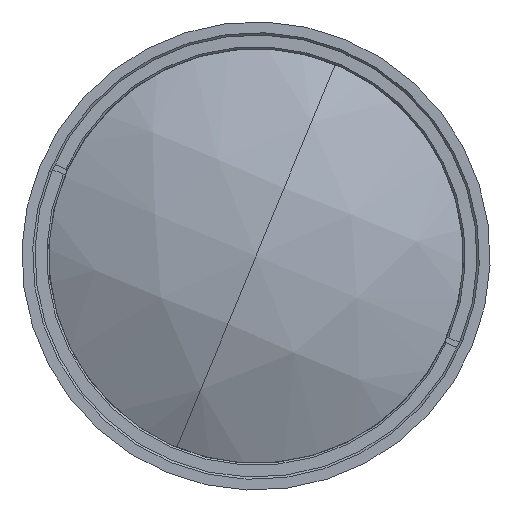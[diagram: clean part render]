
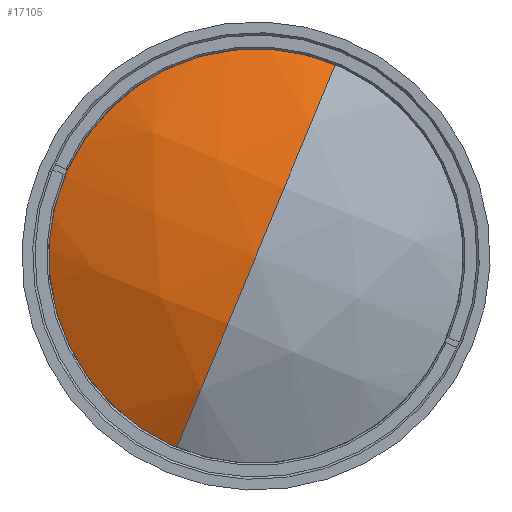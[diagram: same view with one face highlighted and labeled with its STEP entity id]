
A CAD part, left-side view. The second image highlights one B-rep face of the part: STEP entity #17105.
In plain terms, the highlighted free-form (B-spline) face has degree [3, 3] with [4, 4] control points.
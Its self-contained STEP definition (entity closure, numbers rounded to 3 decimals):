
#306 = CARTESIAN_POINT ( 'NONE',  ( -267.405, 68.259, -34.147 ) ) ;
#399 = DIRECTION ( 'NONE',  ( 0., -0.924, -0.382 ) ) ;
#769 = DIRECTION ( 'NONE',  ( 0., 0.924, 0.382 ) ) ;
#1078 = CARTESIAN_POINT ( 'NONE',  ( -280.688, -21.765, 52.681 ) ) ;
#1537 = CIRCLE ( 'NONE', #13720, 57. ) ;
#1703 = CARTESIAN_POINT ( 'NONE',  ( -280.342, -22.004, 53.258 ) ) ;
#1796 =( BOUNDED_SURFACE ( )  B_SPLINE_SURFACE ( 3, 3, ( 
 ( #18637, #6898, #6569, #306 ),
 ( #19910, #9948, #13567, #19800 ),
 ( #20127, #11913, #2046, #3771 ),
 ( #1703, #8426, #3433, #20018 ) ),
 .UNSPECIFIED., .F., .F., .F. ) 
 B_SPLINE_SURFACE_WITH_KNOTS ( ( 4, 4 ),
 ( 4, 4 ),
 ( 0., 1. ),
 ( 0., 1. ),
 .UNSPECIFIED. ) 
 GEOMETRIC_REPRESENTATION_ITEM ( )  RATIONAL_B_SPLINE_SURFACE ( (
 ( 1., 0.979, 0.979, 1.),
 ( 0.916, 0.896, 0.896, 0.916),
 ( 0.916, 0.896, 0.896, 0.916),
 ( 1., 0.979, 0.979, 1.) ) ) 
 REPRESENTATION_ITEM ( '' )  SURFACE ( )  );
#2046 = CARTESIAN_POINT ( 'NONE',  ( -295.511, 30.352, 35.241 ) ) ;
#2326 = VERTEX_POINT ( 'NONE', #13898 ) ;
#2370 = CARTESIAN_POINT ( 'NONE',  ( -280.688, 0., 0. ) ) ;
#2515 = CARTESIAN_POINT ( 'NONE',  ( -177.073, 0., 0. ) ) ;
#2841 = EDGE_CURVE ( 'NONE', #3851, #2326, #1537, .T. ) ;
#3128 = AXIS2_PLACEMENT_3D ( 'NONE', #2515, #769, #15972 ) ;
#3433 = CARTESIAN_POINT ( 'NONE',  ( -275.936, 10.02, 66.488 ) ) ;
#3771 = CARTESIAN_POINT ( 'NONE',  ( -285.29, 47.402, 42.286 ) ) ;
#3851 = VERTEX_POINT ( 'NONE', #13477 ) ;
#4624 = AXIS2_PLACEMENT_3D ( 'NONE', #2370, #5810, #399 ) ;
#5810 = DIRECTION ( 'NONE',  ( -1., 0., 0. ) ) ;
#6461 = FACE_OUTER_BOUND ( 'NONE', #9441, .T. ) ;
#6569 = CARTESIAN_POINT ( 'NONE',  ( -275.936, 54.027, -40.027 ) ) ;
#6654 = ORIENTED_EDGE ( 'NONE', *, *, #16609, .T. ) ;
#6898 = CARTESIAN_POINT ( 'NONE',  ( -280.342, 38.274, -46.535 ) ) ;
#7133 = VERTEX_POINT ( 'NONE', #1078 ) ;
#8426 = CARTESIAN_POINT ( 'NONE',  ( -280.342, -5.733, 59.98 ) ) ;
#9441 = EDGE_LOOP ( 'NONE', ( #10560, #6654, #12660 ) ) ;
#9948 = CARTESIAN_POINT ( 'NONE',  ( -300.789, 27.504, -11.338 ) ) ;
#10560 = ORIENTED_EDGE ( 'NONE', *, *, #2841, .T. ) ;
#11455 = CIRCLE ( 'NONE', #3128, 118.259 ) ;
#11913 = CARTESIAN_POINT ( 'NONE',  ( -300.789, 11.481, 27.444 ) ) ;
#11966 = CARTESIAN_POINT ( 'NONE',  ( -280.688, 0., 0. ) ) ;
#12660 = ORIENTED_EDGE ( 'NONE', *, *, #19061, .T. ) ;
#13477 = CARTESIAN_POINT ( 'NONE',  ( -280.688, 52.681, 21.765 ) ) ;
#13567 = CARTESIAN_POINT ( 'NONE',  ( -295.511, 46.376, -3.541 ) ) ;
#13720 = AXIS2_PLACEMENT_3D ( 'NONE', #11966, #19772, #20295 ) ;
#13898 = CARTESIAN_POINT ( 'NONE',  ( -280.688, 21.765, -52.681 ) ) ;
#15972 = DIRECTION ( 'NONE',  ( 0., 0.382, -0.924 ) ) ;
#16609 = EDGE_CURVE ( 'NONE', #2326, #7133, #11455, .T. ) ;
#17105 = ADVANCED_FACE ( 'NONE', ( #6461 ), #1796, .T. ) ;
#18637 = CARTESIAN_POINT ( 'NONE',  ( -280.342, 22.004, -53.258 ) ) ;
#19061 = EDGE_CURVE ( 'NONE', #7133, #3851, #19524, .T. ) ;
#19524 = CIRCLE ( 'NONE', #4624, 57. ) ;
#19772 = DIRECTION ( 'NONE',  ( -1., 0., 0. ) ) ;
#19800 = CARTESIAN_POINT ( 'NONE',  ( -285.29, 63.426, 3.504 ) ) ;
#19910 = CARTESIAN_POINT ( 'NONE',  ( -300.789, 8.012, -19.391 ) ) ;
#20018 = CARTESIAN_POINT ( 'NONE',  ( -267.405, 24.252, 72.369 ) ) ;
#20127 = CARTESIAN_POINT ( 'NONE',  ( -300.789, -8.012, 19.391 ) ) ;
#20295 = DIRECTION ( 'NONE',  ( 0., -0.924, -0.382 ) ) ;
